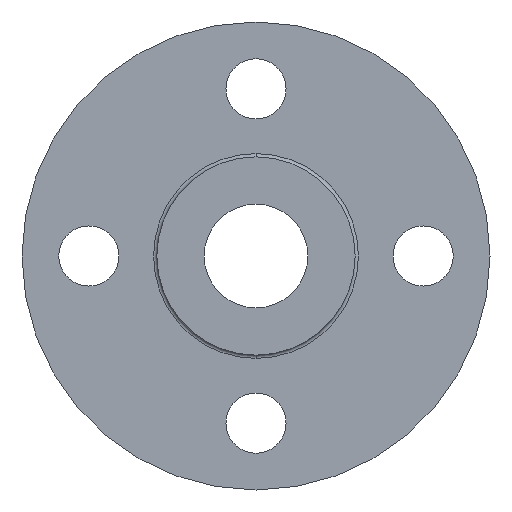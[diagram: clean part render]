
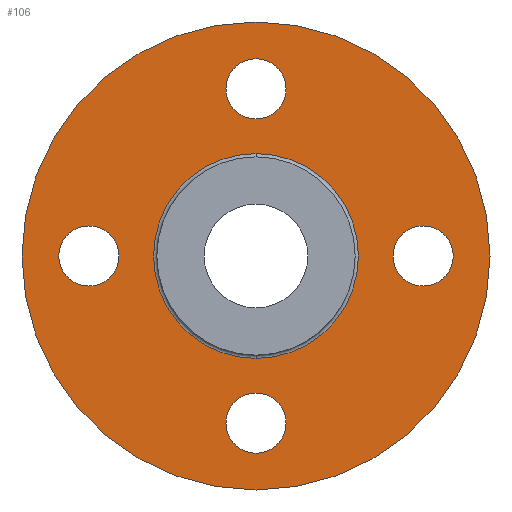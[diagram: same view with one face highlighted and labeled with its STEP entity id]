
A CAD part, front view. The second image highlights one B-rep face of the part: STEP entity #106.
In plain terms, the highlighted planar face has unit normal (0, -1, 0).
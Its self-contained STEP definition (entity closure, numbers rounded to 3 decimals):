
#22 = CIRCLE ( 'NONE', #751, 9. ) ;
#38 = DIRECTION ( 'NONE',  ( 0., 1., 0. ) ) ;
#39 = EDGE_CURVE ( 'NONE', #1230, #386, #524, .T. ) ;
#45 = DIRECTION ( 'NONE',  ( 0., 0., 1. ) ) ;
#46 = CIRCLE ( 'NONE', #1233, 9. ) ;
#50 = VERTEX_POINT ( 'NONE', #559 ) ;
#53 = EDGE_CURVE ( 'NONE', #159, #50, #1169, .T. ) ;
#62 = DIRECTION ( 'NONE',  ( 0., 0., 1. ) ) ;
#73 = CARTESIAN_POINT ( 'NONE',  ( 0., 2., -70. ) ) ;
#89 = VERTEX_POINT ( 'NONE', #554 ) ;
#106 = ADVANCED_FACE ( 'NONE', ( #267, #669, #595, #466, #764, #1282 ), #1278, .F. ) ;
#128 = ORIENTED_EDGE ( 'NONE', *, *, #1113, .T. ) ;
#134 = ORIENTED_EDGE ( 'NONE', *, *, #872, .F. ) ;
#135 = EDGE_CURVE ( 'NONE', #625, #749, #1209, .T. ) ;
#137 = DIRECTION ( 'NONE',  ( 0., 1., 0. ) ) ;
#159 = VERTEX_POINT ( 'NONE', #73 ) ;
#193 = DIRECTION ( 'NONE',  ( 0., 0., 1. ) ) ;
#230 = DIRECTION ( 'NONE',  ( 0., -1., 0. ) ) ;
#236 = DIRECTION ( 'NONE',  ( 0., 0., 1. ) ) ;
#239 = EDGE_CURVE ( 'NONE', #89, #399, #22, .T. ) ;
#248 = DIRECTION ( 'NONE',  ( 0., -1., 0. ) ) ;
#267 = FACE_BOUND ( 'NONE', #957, .T. ) ;
#271 = AXIS2_PLACEMENT_3D ( 'NONE', #994, #1064, #193 ) ;
#292 = EDGE_LOOP ( 'NONE', ( #1107, #134 ) ) ;
#298 = VERTEX_POINT ( 'NONE', #344 ) ;
#301 = DIRECTION ( 'NONE',  ( 0., 0., -1. ) ) ;
#306 = VERTEX_POINT ( 'NONE', #567 ) ;
#327 = DIRECTION ( 'NONE',  ( 0., -1., 0. ) ) ;
#329 = CIRCLE ( 'NONE', #498, 9. ) ;
#344 = CARTESIAN_POINT ( 'NONE',  ( 0., 2., -30.646 ) ) ;
#360 = AXIS2_PLACEMENT_3D ( 'NONE', #931, #248, #1235 ) ;
#364 = ORIENTED_EDGE ( 'NONE', *, *, #53, .T. ) ;
#371 = CARTESIAN_POINT ( 'NONE',  ( -50., 2., 0. ) ) ;
#372 = AXIS2_PLACEMENT_3D ( 'NONE', #917, #327, #301 ) ;
#380 = CIRCLE ( 'NONE', #1108, 9. ) ;
#386 = VERTEX_POINT ( 'NONE', #1274 ) ;
#388 = EDGE_CURVE ( 'NONE', #749, #625, #852, .T. ) ;
#399 = VERTEX_POINT ( 'NONE', #1093 ) ;
#407 = CARTESIAN_POINT ( 'NONE',  ( -50., 2., -9. ) ) ;
#459 = DIRECTION ( 'NONE',  ( 0., 1., 0. ) ) ;
#463 = AXIS2_PLACEMENT_3D ( 'NONE', #1077, #1175, #867 ) ;
#466 = FACE_BOUND ( 'NONE', #1210, .T. ) ;
#479 = DIRECTION ( 'NONE',  ( 0., 0., 1. ) ) ;
#495 = ORIENTED_EDGE ( 'NONE', *, *, #239, .T. ) ;
#498 = AXIS2_PLACEMENT_3D ( 'NONE', #640, #459, #62 ) ;
#524 = CIRCLE ( 'NONE', #1253, 9. ) ;
#548 = EDGE_CURVE ( 'NONE', #298, #306, #929, .T. ) ;
#554 = CARTESIAN_POINT ( 'NONE',  ( 0., 2., -41. ) ) ;
#559 = CARTESIAN_POINT ( 'NONE',  ( 0., 2., 70. ) ) ;
#561 = DIRECTION ( 'NONE',  ( 0., 1., 0. ) ) ;
#567 = CARTESIAN_POINT ( 'NONE',  ( 0., 2., 30.646 ) ) ;
#595 = FACE_BOUND ( 'NONE', #924, .T. ) ;
#598 = CARTESIAN_POINT ( 'NONE',  ( -50., 2., 9. ) ) ;
#607 = DIRECTION ( 'NONE',  ( 0., -1., 0. ) ) ;
#625 = VERTEX_POINT ( 'NONE', #1014 ) ;
#635 = DIRECTION ( 'NONE',  ( 0., 0., 1. ) ) ;
#640 = CARTESIAN_POINT ( 'NONE',  ( 0., 2., 50. ) ) ;
#662 = EDGE_CURVE ( 'NONE', #50, #159, #1041, .T. ) ;
#669 = FACE_BOUND ( 'NONE', #996, .T. ) ;
#672 = AXIS2_PLACEMENT_3D ( 'NONE', #717, #230, #1232 ) ;
#673 = CARTESIAN_POINT ( 'NONE',  ( 0., 2., -50. ) ) ;
#684 = CARTESIAN_POINT ( 'NONE',  ( 0., 2., 59. ) ) ;
#689 = ORIENTED_EDGE ( 'NONE', *, *, #662, .T. ) ;
#705 = CARTESIAN_POINT ( 'NONE',  ( 0., 2., 0. ) ) ;
#717 = CARTESIAN_POINT ( 'NONE',  ( 0., 2., 0. ) ) ;
#746 = EDGE_CURVE ( 'NONE', #386, #1230, #329, .T. ) ;
#749 = VERTEX_POINT ( 'NONE', #923 ) ;
#751 = AXIS2_PLACEMENT_3D ( 'NONE', #844, #561, #1243 ) ;
#759 = DIRECTION ( 'NONE',  ( 0., 1., 0. ) ) ;
#764 = FACE_BOUND ( 'NONE', #292, .T. ) ;
#817 = ORIENTED_EDGE ( 'NONE', *, *, #951, .T. ) ;
#836 = CARTESIAN_POINT ( 'NONE',  ( 0., 2., 50. ) ) ;
#844 = CARTESIAN_POINT ( 'NONE',  ( 0., 2., -50. ) ) ;
#845 = ORIENTED_EDGE ( 'NONE', *, *, #135, .T. ) ;
#852 = CIRCLE ( 'NONE', #1247, 9. ) ;
#867 = DIRECTION ( 'NONE',  ( 0., 0., 1. ) ) ;
#872 = EDGE_CURVE ( 'NONE', #306, #298, #1254, .T. ) ;
#899 = EDGE_LOOP ( 'NONE', ( #364, #689 ) ) ;
#917 = CARTESIAN_POINT ( 'NONE',  ( 0., 2., 0. ) ) ;
#920 = ORIENTED_EDGE ( 'NONE', *, *, #1073, .T. ) ;
#923 = CARTESIAN_POINT ( 'NONE',  ( 50., 2., 9. ) ) ;
#924 = EDGE_LOOP ( 'NONE', ( #1275, #845 ) ) ;
#929 = CIRCLE ( 'NONE', #372, 30.646 ) ;
#931 = CARTESIAN_POINT ( 'NONE',  ( 0., 2., 0. ) ) ;
#945 = ORIENTED_EDGE ( 'NONE', *, *, #746, .T. ) ;
#951 = EDGE_CURVE ( 'NONE', #1238, #1255, #46, .T. ) ;
#952 = DIRECTION ( 'NONE',  ( 0., 1., 0. ) ) ;
#957 = EDGE_LOOP ( 'NONE', ( #817, #128 ) ) ;
#964 = DIRECTION ( 'NONE',  ( 0., 0., 1. ) ) ;
#967 = CARTESIAN_POINT ( 'NONE',  ( 50., 2., 0. ) ) ;
#994 = CARTESIAN_POINT ( 'NONE',  ( -30.646, 2., 0. ) ) ;
#996 = EDGE_LOOP ( 'NONE', ( #1181, #945 ) ) ;
#1008 = DIRECTION ( 'NONE',  ( 0., 0., -1. ) ) ;
#1014 = CARTESIAN_POINT ( 'NONE',  ( 50., 2., -9. ) ) ;
#1040 = CARTESIAN_POINT ( 'NONE',  ( -50., 2., 0. ) ) ;
#1041 = CIRCLE ( 'NONE', #1042, 70. ) ;
#1042 = AXIS2_PLACEMENT_3D ( 'NONE', #705, #607, #1008 ) ;
#1064 = DIRECTION ( 'NONE',  ( 0., 1., 0. ) ) ;
#1073 = EDGE_CURVE ( 'NONE', #399, #89, #380, .T. ) ;
#1077 = CARTESIAN_POINT ( 'NONE',  ( 50., 2., 0. ) ) ;
#1093 = CARTESIAN_POINT ( 'NONE',  ( 0., 2., -59. ) ) ;
#1107 = ORIENTED_EDGE ( 'NONE', *, *, #548, .F. ) ;
#1108 = AXIS2_PLACEMENT_3D ( 'NONE', #673, #952, #45 ) ;
#1113 = EDGE_CURVE ( 'NONE', #1255, #1238, #1269, .T. ) ;
#1164 = DIRECTION ( 'NONE',  ( 0., 1., 0. ) ) ;
#1169 = CIRCLE ( 'NONE', #360, 70. ) ;
#1175 = DIRECTION ( 'NONE',  ( 0., 1., 0. ) ) ;
#1181 = ORIENTED_EDGE ( 'NONE', *, *, #39, .T. ) ;
#1206 = AXIS2_PLACEMENT_3D ( 'NONE', #371, #137, #964 ) ;
#1209 = CIRCLE ( 'NONE', #463, 9. ) ;
#1210 = EDGE_LOOP ( 'NONE', ( #495, #920 ) ) ;
#1230 = VERTEX_POINT ( 'NONE', #684 ) ;
#1232 = DIRECTION ( 'NONE',  ( 0., 0., -1. ) ) ;
#1233 = AXIS2_PLACEMENT_3D ( 'NONE', #1040, #38, #236 ) ;
#1235 = DIRECTION ( 'NONE',  ( 0., 0., -1. ) ) ;
#1238 = VERTEX_POINT ( 'NONE', #598 ) ;
#1243 = DIRECTION ( 'NONE',  ( 0., 0., 1. ) ) ;
#1247 = AXIS2_PLACEMENT_3D ( 'NONE', #967, #1164, #479 ) ;
#1253 = AXIS2_PLACEMENT_3D ( 'NONE', #836, #759, #635 ) ;
#1254 = CIRCLE ( 'NONE', #672, 30.646 ) ;
#1255 = VERTEX_POINT ( 'NONE', #407 ) ;
#1269 = CIRCLE ( 'NONE', #1206, 9. ) ;
#1274 = CARTESIAN_POINT ( 'NONE',  ( 0., 2., 41. ) ) ;
#1275 = ORIENTED_EDGE ( 'NONE', *, *, #388, .T. ) ;
#1278 = PLANE ( 'NONE',  #271 ) ;
#1282 = FACE_OUTER_BOUND ( 'NONE', #899, .T. ) ;
